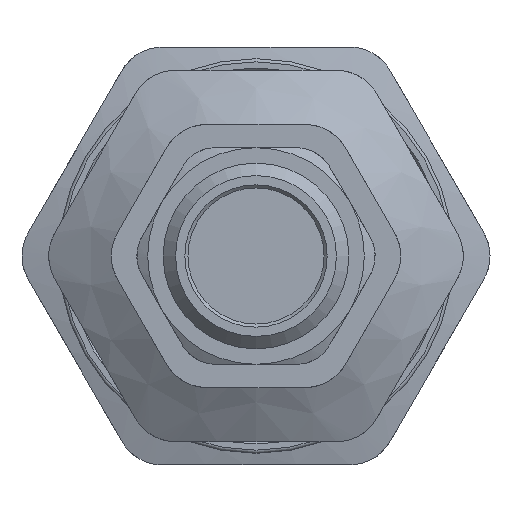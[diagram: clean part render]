
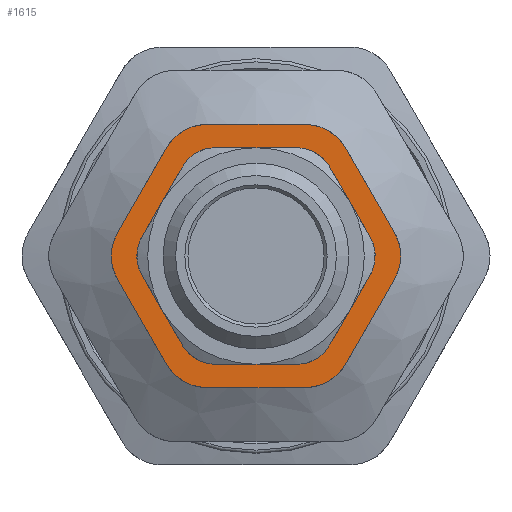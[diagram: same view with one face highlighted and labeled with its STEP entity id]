
A CAD part, front view. The second image highlights one B-rep face of the part: STEP entity #1615.
In plain terms, the highlighted planar face has unit normal (0, -1, 0).
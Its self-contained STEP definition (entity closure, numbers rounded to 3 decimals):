
#195=FACE_BOUND('',#302,.T.);
#203=FACE_OUTER_BOUND('',#301,.T.);
#301=EDGE_LOOP('',(#998,#999,#1000,#1001,#1002,#1003,#1004,#1005,#1006,
#1007,#1008,#1009));
#302=EDGE_LOOP('',(#1010));
#407=LINE('',#2282,#474);
#408=LINE('',#2286,#475);
#409=LINE('',#2290,#476);
#410=LINE('',#2294,#477);
#411=LINE('',#2298,#478);
#412=LINE('',#2301,#479);
#474=VECTOR('',#1899,10.);
#475=VECTOR('',#1902,10.);
#476=VECTOR('',#1905,10.);
#477=VECTOR('',#1908,10.);
#478=VECTOR('',#1911,10.);
#479=VECTOR('',#1914,10.);
#541=CIRCLE('',#1737,3.);
#542=CIRCLE('',#1738,3.);
#543=CIRCLE('',#1739,3.);
#544=CIRCLE('',#1740,3.);
#545=CIRCLE('',#1741,3.);
#546=CIRCLE('',#1742,3.);
#547=CIRCLE('',#1743,6.856);
#600=VERTEX_POINT('',#2278);
#601=VERTEX_POINT('',#2279);
#602=VERTEX_POINT('',#2281);
#603=VERTEX_POINT('',#2283);
#604=VERTEX_POINT('',#2285);
#605=VERTEX_POINT('',#2287);
#606=VERTEX_POINT('',#2289);
#607=VERTEX_POINT('',#2291);
#608=VERTEX_POINT('',#2293);
#609=VERTEX_POINT('',#2295);
#610=VERTEX_POINT('',#2297);
#611=VERTEX_POINT('',#2299);
#612=VERTEX_POINT('',#2302);
#755=EDGE_CURVE('',#600,#601,#541,.T.);
#756=EDGE_CURVE('',#600,#602,#407,.T.);
#757=EDGE_CURVE('',#603,#602,#542,.T.);
#758=EDGE_CURVE('',#603,#604,#408,.T.);
#759=EDGE_CURVE('',#605,#604,#543,.T.);
#760=EDGE_CURVE('',#605,#606,#409,.T.);
#761=EDGE_CURVE('',#607,#606,#544,.T.);
#762=EDGE_CURVE('',#607,#608,#410,.T.);
#763=EDGE_CURVE('',#609,#608,#545,.T.);
#764=EDGE_CURVE('',#609,#610,#411,.T.);
#765=EDGE_CURVE('',#611,#610,#546,.T.);
#766=EDGE_CURVE('',#611,#601,#412,.T.);
#767=EDGE_CURVE('',#612,#612,#547,.T.);
#998=ORIENTED_EDGE('',*,*,#755,.F.);
#999=ORIENTED_EDGE('',*,*,#756,.T.);
#1000=ORIENTED_EDGE('',*,*,#757,.F.);
#1001=ORIENTED_EDGE('',*,*,#758,.T.);
#1002=ORIENTED_EDGE('',*,*,#759,.F.);
#1003=ORIENTED_EDGE('',*,*,#760,.T.);
#1004=ORIENTED_EDGE('',*,*,#761,.F.);
#1005=ORIENTED_EDGE('',*,*,#762,.T.);
#1006=ORIENTED_EDGE('',*,*,#763,.F.);
#1007=ORIENTED_EDGE('',*,*,#764,.T.);
#1008=ORIENTED_EDGE('',*,*,#765,.F.);
#1009=ORIENTED_EDGE('',*,*,#766,.T.);
#1010=ORIENTED_EDGE('',*,*,#767,.T.);
#1484=PLANE('',#1736);
#1615=ADVANCED_FACE('',(#203,#195),#1484,.F.);
#1736=AXIS2_PLACEMENT_3D('',#2277,#1895,#1896);
#1737=AXIS2_PLACEMENT_3D('',#2280,#1897,#1898);
#1738=AXIS2_PLACEMENT_3D('',#2284,#1900,#1901);
#1739=AXIS2_PLACEMENT_3D('',#2288,#1903,#1904);
#1740=AXIS2_PLACEMENT_3D('',#2292,#1906,#1907);
#1741=AXIS2_PLACEMENT_3D('',#2296,#1909,#1910);
#1742=AXIS2_PLACEMENT_3D('',#2300,#1912,#1913);
#1743=AXIS2_PLACEMENT_3D('',#2303,#1915,#1916);
#1895=DIRECTION('center_axis',(0.,1.,0.));
#1896=DIRECTION('ref_axis',(0.,0.,1.));
#1897=DIRECTION('center_axis',(0.,1.,0.));
#1898=DIRECTION('ref_axis',(-1.,0.,0.));
#1899=DIRECTION('',(0.5,0.,-0.866));
#1900=DIRECTION('center_axis',(0.,1.,0.));
#1901=DIRECTION('ref_axis',(-0.5,0.,-0.866));
#1902=DIRECTION('',(1.,0.,0.));
#1903=DIRECTION('center_axis',(0.,1.,0.));
#1904=DIRECTION('ref_axis',(0.5,0.,-0.866));
#1905=DIRECTION('',(0.5,0.,0.866));
#1906=DIRECTION('center_axis',(0.,1.,0.));
#1907=DIRECTION('ref_axis',(1.,0.,0.));
#1908=DIRECTION('',(-0.5,0.,0.866));
#1909=DIRECTION('center_axis',(0.,1.,0.));
#1910=DIRECTION('ref_axis',(0.5,0.,0.866));
#1911=DIRECTION('',(-1.,0.,0.));
#1912=DIRECTION('center_axis',(0.,1.,0.));
#1913=DIRECTION('ref_axis',(-0.5,0.,0.866));
#1914=DIRECTION('',(-0.5,0.,-0.866));
#1915=DIRECTION('center_axis',(0.,1.,0.));
#1916=DIRECTION('ref_axis',(0.,0.,-1.));
#2277=CARTESIAN_POINT('Origin',(-6.582,0.327,0.));
#2278=CARTESIAN_POINT('',(-15.531,0.327,-1.5));
#2279=CARTESIAN_POINT('',(-15.531,0.327,1.5));
#2280=CARTESIAN_POINT('Origin',(-12.933,0.327,0.));
#2281=CARTESIAN_POINT('',(-12.356,0.327,-7.));
#2282=CARTESIAN_POINT('',(-16.389,0.327,-0.014));
#2283=CARTESIAN_POINT('',(-9.758,0.327,-8.5));
#2284=CARTESIAN_POINT('Origin',(-9.758,0.327,-5.5));
#2285=CARTESIAN_POINT('',(-3.407,0.327,-8.5));
#2286=CARTESIAN_POINT('',(-13.911,0.327,-8.5));
#2287=CARTESIAN_POINT('',(-0.809,0.327,-7.));
#2288=CARTESIAN_POINT('Origin',(-3.407,0.327,-5.5));
#2289=CARTESIAN_POINT('',(2.367,0.327,-1.5));
#2290=CARTESIAN_POINT('',(-1.667,0.327,-8.486));
#2291=CARTESIAN_POINT('',(2.367,0.327,1.5));
#2292=CARTESIAN_POINT('Origin',(-0.231,0.327,0.));
#2293=CARTESIAN_POINT('',(-0.809,0.327,7.));
#2294=CARTESIAN_POINT('',(0.787,0.327,4.236));
#2295=CARTESIAN_POINT('',(-3.407,0.327,8.5));
#2296=CARTESIAN_POINT('Origin',(-3.407,0.327,5.5));
#2297=CARTESIAN_POINT('',(-9.758,0.327,8.5));
#2298=CARTESIAN_POINT('',(-9.003,0.327,8.5));
#2299=CARTESIAN_POINT('',(-12.356,0.327,7.));
#2300=CARTESIAN_POINT('Origin',(-9.758,0.327,5.5));
#2301=CARTESIAN_POINT('',(-13.935,0.327,4.264));
#2302=CARTESIAN_POINT('',(-6.582,0.327,6.856));
#2303=CARTESIAN_POINT('Origin',(-6.582,0.327,0.));
